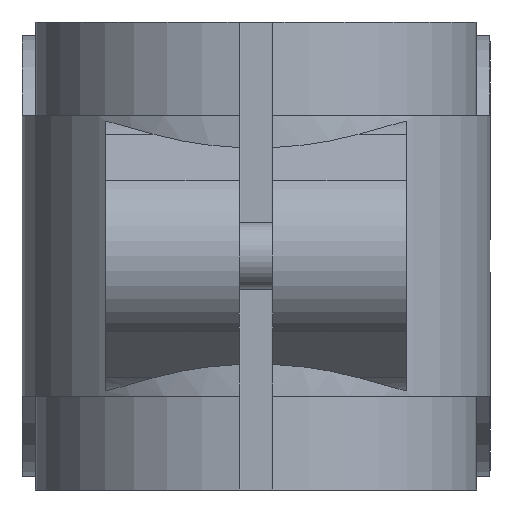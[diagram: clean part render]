
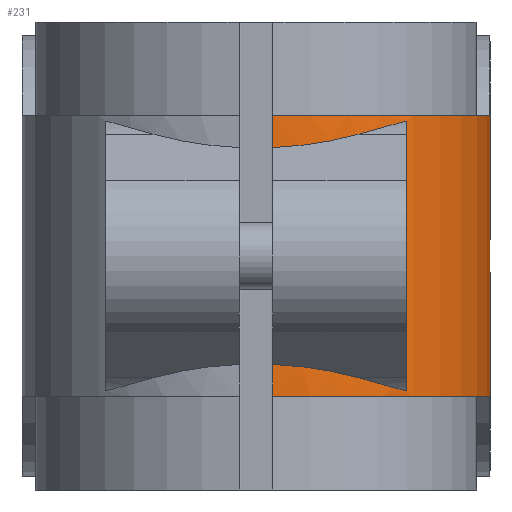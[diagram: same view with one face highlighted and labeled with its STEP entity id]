
A CAD part, left-side view. The second image highlights one B-rep face of the part: STEP entity #231.
In plain terms, the highlighted cylindrical face has radius 35 mm (diameter 70 mm), a partial arc.
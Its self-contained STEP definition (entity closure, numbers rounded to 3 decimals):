
#231 = ADVANCED_FACE( '', ( #614 ), #615, .T. );
#614 = FACE_OUTER_BOUND( '', #1183, .T. );
#615 = CYLINDRICAL_SURFACE( '', #1184, 35. );
#1183 = EDGE_LOOP( '', ( #1849, #1850, #1851, #1852, #1853, #1854, #1855, #1856, #1857, #1858 ) );
#1184 = AXIS2_PLACEMENT_3D( '', #1859, #1860, #1861 );
#1849 = ORIENTED_EDGE( '', *, *, #3323, .F. );
#1850 = ORIENTED_EDGE( '', *, *, #3324, .T. );
#1851 = ORIENTED_EDGE( '', *, *, #3325, .F. );
#1852 = ORIENTED_EDGE( '', *, *, #3326, .F. );
#1853 = ORIENTED_EDGE( '', *, *, #3327, .F. );
#1854 = ORIENTED_EDGE( '', *, *, #3328, .F. );
#1855 = ORIENTED_EDGE( '', *, *, #3329, .F. );
#1856 = ORIENTED_EDGE( '', *, *, #3330, .F. );
#1857 = ORIENTED_EDGE( '', *, *, #3331, .F. );
#1858 = ORIENTED_EDGE( '', *, *, #3332, .F. );
#1859 = CARTESIAN_POINT( '', ( 0., 0., 56. ) );
#1860 = DIRECTION( '', ( 0., 0., 1. ) );
#1861 = DIRECTION( '', ( -1., 0., 0. ) );
#3323 = EDGE_CURVE( '', #4001, #4002, #4003, .F. );
#3324 = EDGE_CURVE( '', #4001, #4004, #4005, .T. );
#3325 = EDGE_CURVE( '', #4006, #4004, #4007, .T. );
#3326 = EDGE_CURVE( '', #4008, #4006, #4009, .T. );
#3327 = EDGE_CURVE( '', #4010, #4008, #4011, .F. );
#3328 = EDGE_CURVE( '', #4012, #4010, #4013, .T. );
#3329 = EDGE_CURVE( '', #4014, #4012, #4015, .T. );
#3330 = EDGE_CURVE( '', #4016, #4014, #4017, .F. );
#3331 = EDGE_CURVE( '', #4018, #4016, #4019, .T. );
#3332 = EDGE_CURVE( '', #4002, #4018, #4020, .T. );
#4001 = VERTEX_POINT( '', #4988 );
#4002 = VERTEX_POINT( '', #4989 );
#4003 = LINE( '', #4990, #4991 );
#4004 = VERTEX_POINT( '', #4992 );
#4005 = CIRCLE( '', #4993, 35. );
#4006 = VERTEX_POINT( '', #4994 );
#4007 = LINE( '', #4995, #4996 );
#4008 = VERTEX_POINT( '', #4997 );
#4009 = CIRCLE( '', #4998, 35. );
#4010 = VERTEX_POINT( '', #4999 );
#4011 = LINE( '', #5000, #5001 );
#4012 = VERTEX_POINT( '', #5002 );
#4013 = ELLIPSE( '', #5003, 40.415, 35. );
#4014 = VERTEX_POINT( '', #5004 );
#4015 = B_SPLINE_CURVE_WITH_KNOTS( '', 3, ( #5005, #5006, #5007, #5008, #5009, #5010 ), .UNSPECIFIED., .F., .F., ( 4, 2, 4 ), ( 0., 0.004, 0.009 ), .UNSPECIFIED. );
#4016 = VERTEX_POINT( '', #5011 );
#4017 = LINE( '', #5012, #5013 );
#4018 = VERTEX_POINT( '', #5014 );
#4019 = B_SPLINE_CURVE_WITH_KNOTS( '', 3, ( #5015, #5016, #5017, #5018, #5019, #5020 ), .UNSPECIFIED., .F., .F., ( 4, 2, 4 ), ( 0., 0.004, 0.009 ), .UNSPECIFIED. );
#4020 = ELLIPSE( '', #5021, 40.415, 35. );
#4988 = CARTESIAN_POINT( '', ( -34.911, -2.5, 14. ) );
#4989 = CARTESIAN_POINT( '', ( -34.911, -2.5, 18.783 ) );
#4990 = CARTESIAN_POINT( '', ( -34.911, -2.5, 56. ) );
#4991 = VECTOR( '', #6148, 1000. );
#4992 = CARTESIAN_POINT( '', ( 0., -35., 14. ) );
#4993 = AXIS2_PLACEMENT_3D( '', #6149, #6150, #6151 );
#4994 = CARTESIAN_POINT( '', ( 0., -35., 56. ) );
#4995 = CARTESIAN_POINT( '', ( 0., -35., 56. ) );
#4996 = VECTOR( '', #6152, 1000. );
#4997 = CARTESIAN_POINT( '', ( -34.911, -2.5, 56. ) );
#4998 = AXIS2_PLACEMENT_3D( '', #6153, #6154, #6155 );
#4999 = CARTESIAN_POINT( '', ( -34.911, -2.5, 51.217 ) );
#5000 = CARTESIAN_POINT( '', ( -34.911, -2.5, 56. ) );
#5001 = VECTOR( '', #6156, 1000. );
#5002 = CARTESIAN_POINT( '', ( -31.5, -15.256, 53.187 ) );
#5003 = AXIS2_PLACEMENT_3D( '', #6157, #6158, #6159 );
#5004 = CARTESIAN_POINT( '', ( -26.81, -22.5, 55.18 ) );
#5005 = CARTESIAN_POINT( '', ( -26.81, -22.5, 55.18 ) );
#5006 = CARTESIAN_POINT( '', ( -27.75, -21.379, 54.91 ) );
#5007 = CARTESIAN_POINT( '', ( -28.607, -20.216, 54.592 ) );
#5008 = CARTESIAN_POINT( '', ( -30.168, -17.804, 53.912 ) );
#5009 = CARTESIAN_POINT( '', ( -30.871, -16.554, 53.549 ) );
#5010 = CARTESIAN_POINT( '', ( -31.5, -15.256, 53.187 ) );
#5011 = CARTESIAN_POINT( '', ( -26.81, -22.5, 14.82 ) );
#5012 = CARTESIAN_POINT( '', ( -26.81, -22.5, 56. ) );
#5013 = VECTOR( '', #6160, 1000. );
#5014 = CARTESIAN_POINT( '', ( -31.5, -15.256, 16.813 ) );
#5015 = CARTESIAN_POINT( '', ( -31.5, -15.256, 16.813 ) );
#5016 = CARTESIAN_POINT( '', ( -30.871, -16.554, 16.451 ) );
#5017 = CARTESIAN_POINT( '', ( -30.168, -17.804, 16.088 ) );
#5018 = CARTESIAN_POINT( '', ( -28.607, -20.216, 15.408 ) );
#5019 = CARTESIAN_POINT( '', ( -27.75, -21.379, 15.09 ) );
#5020 = CARTESIAN_POINT( '', ( -26.81, -22.5, 14.82 ) );
#5021 = AXIS2_PLACEMENT_3D( '', #6161, #6162, #6163 );
#6148 = DIRECTION( '', ( 0., 0., -1. ) );
#6149 = CARTESIAN_POINT( '', ( 0., 0., 14. ) );
#6150 = DIRECTION( '', ( 0., 0., 1. ) );
#6151 = DIRECTION( '', ( 1., 0., 0. ) );
#6152 = DIRECTION( '', ( 0., 0., -1. ) );
#6153 = CARTESIAN_POINT( '', ( 0., 0., 56. ) );
#6154 = DIRECTION( '', ( 0., 0., 1. ) );
#6155 = DIRECTION( '', ( 1., 0., 0. ) );
#6156 = DIRECTION( '', ( 0., 0., -1. ) );
#6157 = CARTESIAN_POINT( '', ( 0., 0., 71.373 ) );
#6158 = DIRECTION( '', ( 0.5, 0., -0.866 ) );
#6159 = DIRECTION( '', ( -0.866, 0., -0.5 ) );
#6160 = DIRECTION( '', ( 0., 0., -1. ) );
#6161 = CARTESIAN_POINT( '', ( 0., 0., -1.373 ) );
#6162 = DIRECTION( '', ( 0.5, 0., 0.866 ) );
#6163 = DIRECTION( '', ( 0.866, 0., -0.5 ) );
